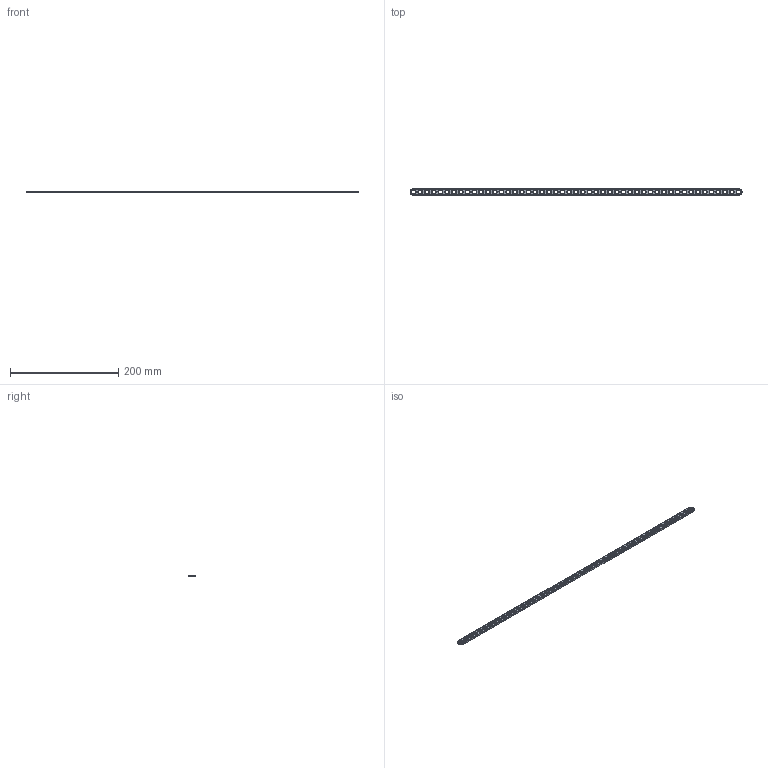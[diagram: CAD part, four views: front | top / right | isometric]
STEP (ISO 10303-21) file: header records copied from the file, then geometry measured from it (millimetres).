
FILE_DESCRIPTION(('FreeCAD Model'),'2;1');
FILE_NAME('Open CASCADE Shape Model','2021-03-06T13:38:50',( 'Paulo Kiefe'),('STEMFIE.org'),'Open CASCADE STEP processor 7.4', 'FreeCAD','Unknown');
FILE_SCHEMA(('AUTOMOTIVE_DESIGN { 1 0 10303 214 1 1 1 1 }'));
Length unit declared in the file: millimetre
Products named in the file (1): Brace_STR_STD_ERR_BU49x01x00.25_-_SPN-BRC-0048_(stemfie.org)
Bounding box: 612.5 x 12.5 x 3.12 mm (x, y, z)
Volume: 17115.6 mm3; surface area: 18441.7 mm2
Topology: 1 solids, 1 shells, 775 faces, 1955 edges, 1268 vertices
Faces by surface type: plane 373, extrusion 198, cone 102, cylinder 102
Full cylindrical faces by diameter (mm): 7 x49, 9.2 x49
Entity records: 50330 total; most frequent: CARTESIAN_POINT 11924, DIRECTION 6437, VECTOR 4514, LINE 4316, ORIENTED_EDGE 3910, PCURVE 3910, DEFINITIONAL_REPRESENTATION 3910, EDGE_CURVE 1955
